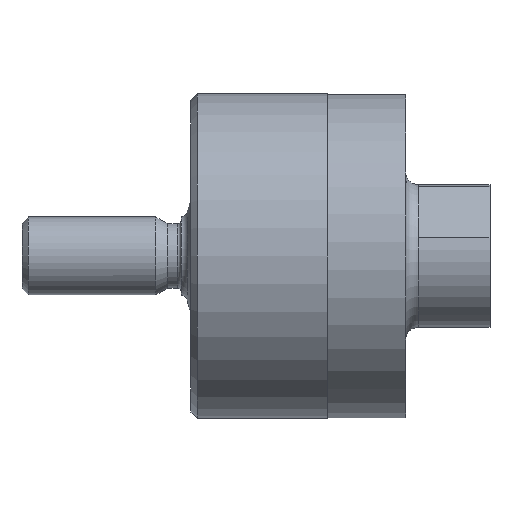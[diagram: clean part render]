
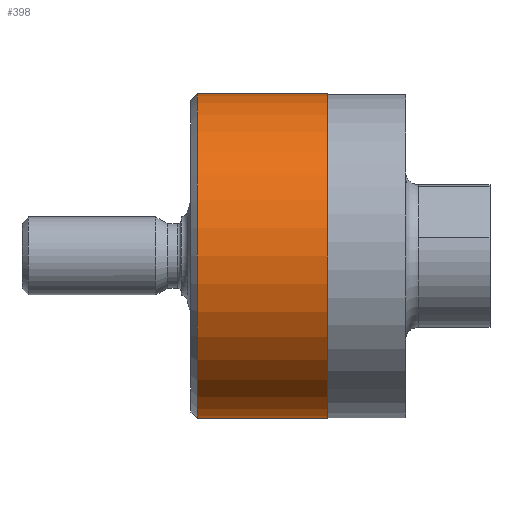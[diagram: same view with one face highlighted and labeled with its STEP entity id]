
A CAD part, left-side view. The second image highlights one B-rep face of the part: STEP entity #398.
In plain terms, the highlighted cylindrical face has radius 25 mm (diameter 50 mm), a full revolution.
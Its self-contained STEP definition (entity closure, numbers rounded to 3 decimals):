
#398 = ADVANCED_FACE( '', ( #812, #813, #814 ), #815, .T. );
#812 = FACE_BOUND( '', #1313, .T. );
#813 = FACE_OUTER_BOUND( '', #1314, .T. );
#814 = FACE_OUTER_BOUND( '', #1315, .T. );
#815 = CYLINDRICAL_SURFACE( '', #1316, 25. );
#1313 = EDGE_LOOP( '', ( #2022 ) );
#1314 = EDGE_LOOP( '', ( #2023 ) );
#1315 = EDGE_LOOP( '', ( #2024 ) );
#1316 = AXIS2_PLACEMENT_3D( '', #2025, #2026, #2027 );
#2022 = ORIENTED_EDGE( '', *, *, #2704, .F. );
#2023 = ORIENTED_EDGE( '', *, *, #2858, .T. );
#2024 = ORIENTED_EDGE( '', *, *, #2859, .F. );
#2025 = CARTESIAN_POINT( '', ( 0., 47., 0. ) );
#2026 = DIRECTION( '', ( 0., 1., 0. ) );
#2027 = DIRECTION( '', ( 1., 0., 0. ) );
#2704 = EDGE_CURVE( '', #3123, #3123, #3124, .T. );
#2858 = EDGE_CURVE( '', #3362, #3362, #3363, .F. );
#2859 = EDGE_CURVE( '', #3364, #3364, #3365, .T. );
#3123 = VERTEX_POINT( '', #3785 );
#3124 = B_SPLINE_CURVE_WITH_KNOTS( '', 3, ( #3786, #3787, #3788, #3789, #3790, #3791, #3792, #3793, #3794, #3795, #3796, #3797, #3798, #3799, #3800, #3801, #3802, #3803, #3804, #3805, #3806, #3807, #3808, #3809, #3810, #3811, #3812, #3813, #3814, #3815, #3816, #3817, #3818, #3819, #3820, #3821, #3822, #3823, #3824, #3825, #3826, #3827, #3828, #3829, #3830, #3831, #3832, #3833, #3834, #3835, #3836, #3837, #3838, #3839, #3840, #3841, #3842, #3843, #3844, #3845, #3846, #3847, #3848, #3849, #3850, #3851, #3852, #3853, #3854, #3855, #3856, #3857, #3858, #3859, #3860, #3861, #3862, #3863, #3864, #3865, #3866, #3867, #3868, #3869, #3870, #3871, #3872, #3873, #3874 ), .UNSPECIFIED., .T., .F., ( 2, 2, 2, 2, 2, 2, 2, 2, 2, 2, 2, 2, 2, 2, 2, 2, 2, 2, 2, 2, 2, 2, 1, 2, 2, 2, 2, 2, 2, 2, 2, 2, 2, 2, 2, 2, 2, 2, 2, 2, 2, 2, 2, 2, 2, 2, 2 ), ( -0.002, 0., 0.002, 0.003, 0.003, 0.005, 0.006, 0.007, 0.008, 0.01, 0.011, 0.012, 0.013, 0.015, 0.017, 0.018, 0.019, 0.02, 0.022, 0.023, 0.025, 0.026, 0.027, 0.028, 0.028, 0.03, 0.032, 0.033, 0.034, 0.035, 0.036, 0.037, 0.038, 0.039, 0.04, 0.042, 0.043, 0.044, 0.044, 0.045, 0.047, 0.049, 0.05, 0.051, 0.052, 0.054, 0.055 ), .UNSPECIFIED. );
#3362 = VERTEX_POINT( '', #4761 );
#3363 = CIRCLE( '', #4762, 25. );
#3364 = VERTEX_POINT( '', #4763 );
#3365 = CIRCLE( '', #4764, 25. );
#3785 = CARTESIAN_POINT( '', ( 25., 18.5, 0. ) );
#3786 = CARTESIAN_POINT( '', ( 25., 18.5, -0.566 ) );
#3787 = CARTESIAN_POINT( '', ( 25., 18.5, 0.566 ) );
#3788 = CARTESIAN_POINT( '', ( 24.981, 18.444, 1.122 ) );
#3789 = CARTESIAN_POINT( '', ( 24.926, 18.28, 1.941 ) );
#3790 = CARTESIAN_POINT( '', ( 24.903, 18.212, 2.212 ) );
#3791 = CARTESIAN_POINT( '', ( 24.85, 18.048, 2.748 ) );
#3792 = CARTESIAN_POINT( '', ( 24.819, 17.953, 3.013 ) );
#3793 = CARTESIAN_POINT( '', ( 24.717, 17.632, 3.784 ) );
#3794 = CARTESIAN_POINT( '', ( 24.637, 17.37, 4.271 ) );
#3795 = CARTESIAN_POINT( '', ( 24.504, 16.907, 4.961 ) );
#3796 = CARTESIAN_POINT( '', ( 24.457, 16.74, 5.186 ) );
#3797 = CARTESIAN_POINT( '', ( 24.362, 16.388, 5.614 ) );
#3798 = CARTESIAN_POINT( '', ( 24.314, 16.203, 5.818 ) );
#3799 = CARTESIAN_POINT( '', ( 24.17, 15.619, 6.401 ) );
#3800 = CARTESIAN_POINT( '', ( 24.073, 15.194, 6.752 ) );
#3801 = CARTESIAN_POINT( '', ( 23.89, 14.267, 7.373 ) );
#3802 = CARTESIAN_POINT( '', ( 23.807, 13.779, 7.634 ) );
#3803 = CARTESIAN_POINT( '', ( 23.702, 13.014, 7.953 ) );
#3804 = CARTESIAN_POINT( '', ( 23.67, 12.753, 8.047 ) );
#3805 = CARTESIAN_POINT( '', ( 23.614, 12.218, 8.21 ) );
#3806 = CARTESIAN_POINT( '', ( 23.589, 11.944, 8.28 ) );
#3807 = CARTESIAN_POINT( '', ( 23.531, 11.119, 8.445 ) );
#3808 = CARTESIAN_POINT( '', ( 23.511, 10.565, 8.5 ) );
#3809 = CARTESIAN_POINT( '', ( 23.51, 9.447, 8.5 ) );
#3810 = CARTESIAN_POINT( '', ( 23.531, 8.879, 8.444 ) );
#3811 = CARTESIAN_POINT( '', ( 23.608, 7.785, 8.225 ) );
#3812 = CARTESIAN_POINT( '', ( 23.665, 7.253, 8.063 ) );
#3813 = CARTESIAN_POINT( '', ( 23.807, 6.219, 7.633 ) );
#3814 = CARTESIAN_POINT( '', ( 23.891, 5.729, 7.37 ) );
#3815 = CARTESIAN_POINT( '', ( 24.027, 5.042, 6.909 ) );
#3816 = CARTESIAN_POINT( '', ( 24.074, 4.82, 6.745 ) );
#3817 = CARTESIAN_POINT( '', ( 24.169, 4.392, 6.393 ) );
#3818 = CARTESIAN_POINT( '', ( 24.218, 4.185, 6.205 ) );
#3819 = CARTESIAN_POINT( '', ( 24.364, 3.598, 5.619 ) );
#3820 = CARTESIAN_POINT( '', ( 24.459, 3.249, 5.194 ) );
#3821 = CARTESIAN_POINT( '', ( 24.636, 2.633, 4.276 ) );
#3822 = CARTESIAN_POINT( '', ( 24.718, 2.366, 3.779 ) );
#3823 = CARTESIAN_POINT( '', ( 24.853, 1.94, 2.756 ) );
#3824 = CARTESIAN_POINT( '', ( 24.907, 1.777, 2.225 ) );
#3825 = CARTESIAN_POINT( '', ( 24.962, 1.611, 1.4 ) );
#3826 = CARTESIAN_POINT( '', ( 24.977, 1.569, 1.119 ) );
#3827 = CARTESIAN_POINT( '', ( 24.995, 1.514, 0.561 ) );
#3828 = CARTESIAN_POINT( '', ( 25.005, 1.486, 0.003 ) );
#3829 = CARTESIAN_POINT( '', ( 24.995, 1.513, -0.554 ) );
#3830 = CARTESIAN_POINT( '', ( 24.977, 1.568, -1.112 ) );
#3831 = CARTESIAN_POINT( '', ( 24.963, 1.61, -1.392 ) );
#3832 = CARTESIAN_POINT( '', ( 24.907, 1.776, -2.219 ) );
#3833 = CARTESIAN_POINT( '', ( 24.854, 1.938, -2.751 ) );
#3834 = CARTESIAN_POINT( '', ( 24.718, 2.365, -3.777 ) );
#3835 = CARTESIAN_POINT( '', ( 24.636, 2.632, -4.274 ) );
#3836 = CARTESIAN_POINT( '', ( 24.459, 3.247, -5.192 ) );
#3837 = CARTESIAN_POINT( '', ( 24.364, 3.597, -5.618 ) );
#3838 = CARTESIAN_POINT( '', ( 24.218, 4.186, -6.206 ) );
#3839 = CARTESIAN_POINT( '', ( 24.169, 4.392, -6.394 ) );
#3840 = CARTESIAN_POINT( '', ( 24.074, 4.819, -6.744 ) );
#3841 = CARTESIAN_POINT( '', ( 24.027, 5.04, -6.908 ) );
#3842 = CARTESIAN_POINT( '', ( 23.937, 5.497, -7.215 ) );
#3843 = CARTESIAN_POINT( '', ( 23.893, 5.734, -7.357 ) );
#3844 = CARTESIAN_POINT( '', ( 23.811, 6.222, -7.619 ) );
#3845 = CARTESIAN_POINT( '', ( 23.772, 6.476, -7.74 ) );
#3846 = CARTESIAN_POINT( '', ( 23.665, 7.25, -8.062 ) );
#3847 = CARTESIAN_POINT( '', ( 23.609, 7.781, -8.224 ) );
#3848 = CARTESIAN_POINT( '', ( 23.551, 8.599, -8.388 ) );
#3849 = CARTESIAN_POINT( '', ( 23.536, 8.876, -8.43 ) );
#3850 = CARTESIAN_POINT( '', ( 23.516, 9.437, -8.486 ) );
#3851 = CARTESIAN_POINT( '', ( 23.511, 9.72, -8.5 ) );
#3852 = CARTESIAN_POINT( '', ( 23.511, 10.56, -8.5 ) );
#3853 = CARTESIAN_POINT( '', ( 23.531, 11.115, -8.445 ) );
#3854 = CARTESIAN_POINT( '', ( 23.589, 11.939, -8.281 ) );
#3855 = CARTESIAN_POINT( '', ( 23.613, 12.214, -8.211 ) );
#3856 = CARTESIAN_POINT( '', ( 23.669, 12.749, -8.048 ) );
#3857 = CARTESIAN_POINT( '', ( 23.701, 13.011, -7.954 ) );
#3858 = CARTESIAN_POINT( '', ( 23.772, 13.522, -7.741 ) );
#3859 = CARTESIAN_POINT( '', ( 23.81, 13.772, -7.622 ) );
#3860 = CARTESIAN_POINT( '', ( 23.892, 14.261, -7.36 ) );
#3861 = CARTESIAN_POINT( '', ( 23.937, 14.501, -7.216 ) );
#3862 = CARTESIAN_POINT( '', ( 24.073, 15.194, -6.751 ) );
#3863 = CARTESIAN_POINT( '', ( 24.17, 15.619, -6.401 ) );
#3864 = CARTESIAN_POINT( '', ( 24.363, 16.399, -5.622 ) );
#3865 = CARTESIAN_POINT( '', ( 24.46, 16.756, -5.188 ) );
#3866 = CARTESIAN_POINT( '', ( 24.637, 17.37, -4.27 ) );
#3867 = CARTESIAN_POINT( '', ( 24.717, 17.632, -3.784 ) );
#3868 = CARTESIAN_POINT( '', ( 24.819, 17.953, -3.013 ) );
#3869 = CARTESIAN_POINT( '', ( 24.85, 18.049, -2.747 ) );
#3870 = CARTESIAN_POINT( '', ( 24.903, 18.212, -2.211 ) );
#3871 = CARTESIAN_POINT( '', ( 24.926, 18.28, -1.941 ) );
#3872 = CARTESIAN_POINT( '', ( 24.981, 18.444, -1.122 ) );
#3873 = CARTESIAN_POINT( '', ( 25., 18.5, -0.566 ) );
#3874 = CARTESIAN_POINT( '', ( 25., 18.5, 0.566 ) );
#4761 = CARTESIAN_POINT( '', ( -25., 20., 0. ) );
#4762 = AXIS2_PLACEMENT_3D( '', #5496, #5497, #5498 );
#4763 = CARTESIAN_POINT( '', ( 25., 0., 0. ) );
#4764 = AXIS2_PLACEMENT_3D( '', #5499, #5500, #5501 );
#5496 = CARTESIAN_POINT( '', ( 0., 20., 0. ) );
#5497 = DIRECTION( '', ( 0., 1., 0. ) );
#5498 = DIRECTION( '', ( -1., 0., 0. ) );
#5499 = CARTESIAN_POINT( '', ( 0., 0., 0. ) );
#5500 = DIRECTION( '', ( 0., -1., 0. ) );
#5501 = DIRECTION( '', ( 1., 0., 0. ) );
